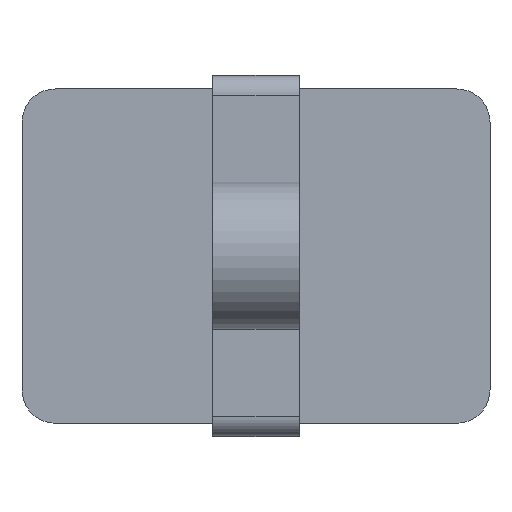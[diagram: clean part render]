
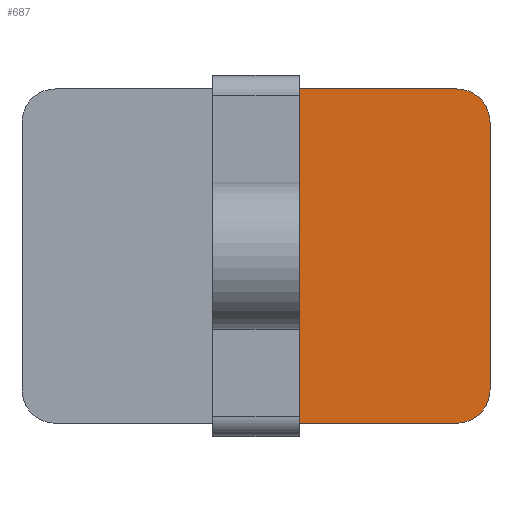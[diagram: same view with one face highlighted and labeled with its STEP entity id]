
A CAD part, top view. The second image highlights one B-rep face of the part: STEP entity #687.
In plain terms, the highlighted planar face has unit normal (0, 0, 1).
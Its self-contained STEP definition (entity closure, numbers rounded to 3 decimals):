
#39=PLANE('',#755);
#61=FACE_OUTER_BOUND('',#104,.T.);
#104=EDGE_LOOP('',(#522,#523,#524,#525,#526,#527));
#144=LINE('',#1023,#207);
#165=LINE('',#1100,#228);
#166=LINE('',#1103,#229);
#167=LINE('',#1104,#230);
#207=VECTOR('',#815,10.);
#228=VECTOR('',#886,10.);
#229=VECTOR('',#889,10.);
#230=VECTOR('',#890,10.);
#279=CIRCLE('',#753,5.);
#281=CIRCLE('',#756,5.);
#304=VERTEX_POINT('',#1020);
#305=VERTEX_POINT('',#1022);
#332=VERTEX_POINT('',#1090);
#333=VERTEX_POINT('',#1091);
#336=VERTEX_POINT('',#1099);
#337=VERTEX_POINT('',#1101);
#372=EDGE_CURVE('',#305,#304,#144,.T.);
#406=EDGE_CURVE('',#332,#333,#279,.T.);
#410=EDGE_CURVE('',#332,#336,#165,.T.);
#411=EDGE_CURVE('',#337,#336,#281,.T.);
#412=EDGE_CURVE('',#337,#305,#166,.T.);
#413=EDGE_CURVE('',#304,#333,#167,.T.);
#522=ORIENTED_EDGE('',*,*,#406,.F.);
#523=ORIENTED_EDGE('',*,*,#410,.T.);
#524=ORIENTED_EDGE('',*,*,#411,.F.);
#525=ORIENTED_EDGE('',*,*,#412,.T.);
#526=ORIENTED_EDGE('',*,*,#372,.T.);
#527=ORIENTED_EDGE('',*,*,#413,.T.);
#687=ADVANCED_FACE('',(#61),#39,.T.);
#753=AXIS2_PLACEMENT_3D('',#1092,#878,#879);
#755=AXIS2_PLACEMENT_3D('',#1098,#884,#885);
#756=AXIS2_PLACEMENT_3D('',#1102,#887,#888);
#815=DIRECTION('',(0.,-1.,0.));
#878=DIRECTION('center_axis',(0.,0.,-1.));
#879=DIRECTION('ref_axis',(0.707,-0.707,0.));
#884=DIRECTION('center_axis',(0.,0.,1.));
#885=DIRECTION('ref_axis',(1.,0.,0.));
#886=DIRECTION('',(0.,1.,0.));
#887=DIRECTION('center_axis',(0.,0.,-1.));
#888=DIRECTION('ref_axis',(0.707,0.707,0.));
#889=DIRECTION('',(-1.,0.,0.));
#890=DIRECTION('',(1.,0.,0.));
#1020=CARTESIAN_POINT('',(41.5,0.,6.));
#1022=CARTESIAN_POINT('',(41.5,50.,6.));
#1023=CARTESIAN_POINT('',(41.5,25.,6.));
#1090=CARTESIAN_POINT('',(70.,5.,6.));
#1091=CARTESIAN_POINT('',(65.,0.,6.));
#1092=CARTESIAN_POINT('Origin',(65.,5.,6.));
#1098=CARTESIAN_POINT('Origin',(35.,25.,6.));
#1099=CARTESIAN_POINT('',(70.,45.,6.));
#1100=CARTESIAN_POINT('',(70.,0.,6.));
#1101=CARTESIAN_POINT('',(65.,50.,6.));
#1102=CARTESIAN_POINT('Origin',(65.,45.,6.));
#1103=CARTESIAN_POINT('',(70.,50.,6.));
#1104=CARTESIAN_POINT('',(0.,0.,6.));
